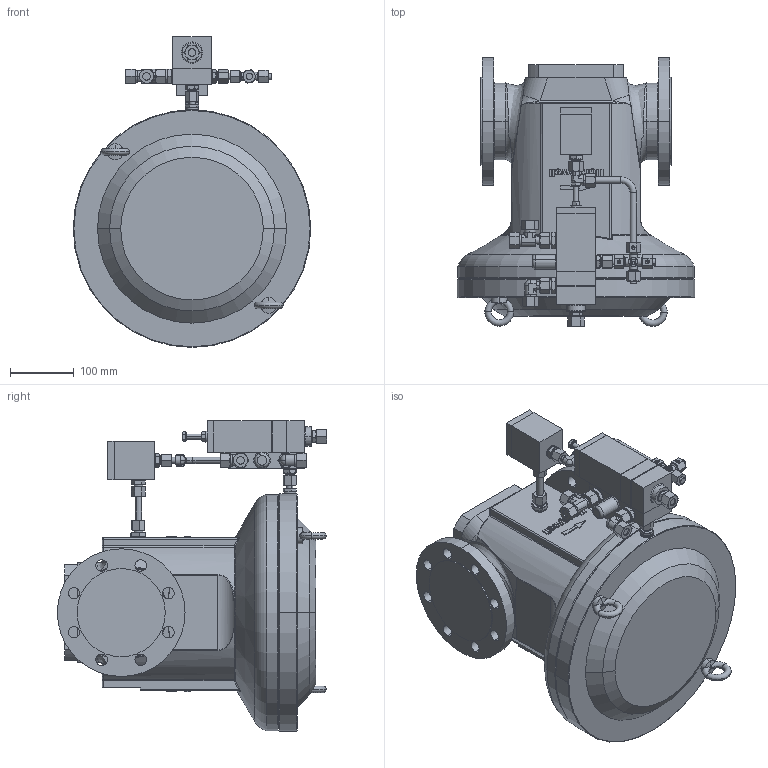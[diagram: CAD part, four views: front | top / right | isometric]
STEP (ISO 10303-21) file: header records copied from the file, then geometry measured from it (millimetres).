
FILE_DESCRIPTION (( 'STEP AP214' ), '1' );
FILE_NAME ('RMG402_DN80_PN16-40_630-1_SO_RL.STEP', '2020-04-06T08:13:10', ( '' ), ( '' ), 'SwSTEP 2.0', 'SolidWorks 2017', '' );
FILE_SCHEMA (( 'AUTOMOTIVE_DESIGN' ));
Length unit declared in the file: millimetre
Products named in the file (1): RMG402_DN80_PN16-40_630-1_SO_RL
Bounding box: 372 x 421.8 x 486.67 mm (x, y, z)
Volume: 23724095.4 mm3; surface area: 765670.2 mm2
Topology: 1 solids, 1 shells, 1441 faces, 3505 edges, 2164 vertices
Faces by surface type: plane 580, cone 367, cylinder 246, bspline 196, torus 38, sphere 14
Entity records: 64340 total; most frequent: CARTESIAN_POINT 29470, ORIENTED_EDGE 6998, DIRECTION 5798, EDGE_CURVE 3499, AXIS2_PLACEMENT_3D 2185, VERTEX_POINT 2164, EDGE_LOOP 1585, FACE_OUTER_BOUND 1441
